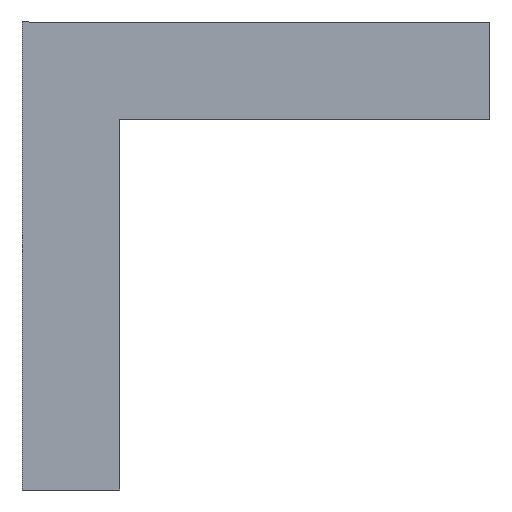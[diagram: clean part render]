
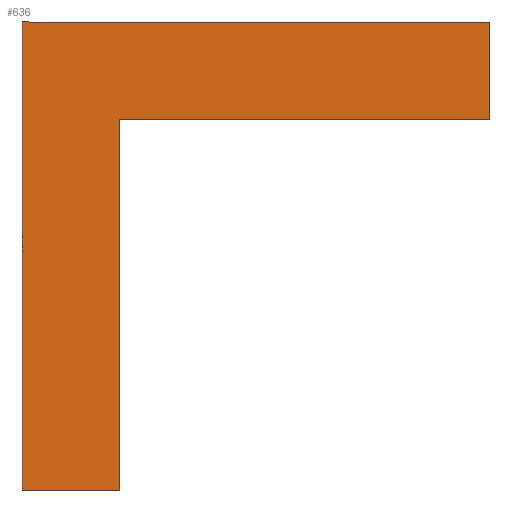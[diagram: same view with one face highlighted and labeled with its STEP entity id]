
A CAD part, front view. The second image highlights one B-rep face of the part: STEP entity #636.
In plain terms, the highlighted planar face has unit normal (0, -1, 0).
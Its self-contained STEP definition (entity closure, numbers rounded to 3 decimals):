
#4 = CARTESIAN_POINT ( 'NONE',  ( 0., 0., 0. ) ) ;
#5 = LINE ( 'NONE', #507, #1119 ) ;
#25 = VECTOR ( 'NONE', #835, 1000. ) ;
#27 = VERTEX_POINT ( 'NONE', #180 ) ;
#38 = ORIENTED_EDGE ( 'NONE', *, *, #1286, .F. ) ;
#84 = DIRECTION ( 'NONE',  ( 1., 0., 0. ) ) ;
#86 = CARTESIAN_POINT ( 'NONE',  ( 0., 0., 0. ) ) ;
#93 = CARTESIAN_POINT ( 'NONE',  ( 2.5, 0., -2.5 ) ) ;
#121 = LINE ( 'NONE', #930, #25 ) ;
#141 = VERTEX_POINT ( 'NONE', #86 ) ;
#142 = ORIENTED_EDGE ( 'NONE', *, *, #257, .T. ) ;
#143 = VERTEX_POINT ( 'NONE', #93 ) ;
#180 = CARTESIAN_POINT ( 'NONE',  ( 12., 0., -2.5 ) ) ;
#245 = LINE ( 'NONE', #449, #804 ) ;
#257 = EDGE_CURVE ( 'NONE', #344, #426, #121, .T. ) ;
#261 = VECTOR ( 'NONE', #319, 1000. ) ;
#319 = DIRECTION ( 'NONE',  ( 0., 0., -1. ) ) ;
#344 = VERTEX_POINT ( 'NONE', #534 ) ;
#361 = EDGE_CURVE ( 'NONE', #143, #426, #1056, .T. ) ;
#381 = LINE ( 'NONE', #4, #1263 ) ;
#393 = EDGE_LOOP ( 'NONE', ( #1130, #38, #1112, #560, #142, #1128 ) ) ;
#416 = DIRECTION ( 'NONE',  ( 0., 1., 0. ) ) ;
#424 = CARTESIAN_POINT ( 'NONE',  ( 12., 0., 0. ) ) ;
#426 = VERTEX_POINT ( 'NONE', #1284 ) ;
#449 = CARTESIAN_POINT ( 'NONE',  ( 0., 0., 0. ) ) ;
#507 = CARTESIAN_POINT ( 'NONE',  ( 0., 0., -2.5 ) ) ;
#520 = CARTESIAN_POINT ( 'NONE',  ( 2.5, 0., 0. ) ) ;
#534 = CARTESIAN_POINT ( 'NONE',  ( 0., 0., -12. ) ) ;
#560 = ORIENTED_EDGE ( 'NONE', *, *, #833, .T. ) ;
#636 = ADVANCED_FACE ( 'NONE', ( #1311 ), #1118, .F. ) ;
#671 = VERTEX_POINT ( 'NONE', #921 ) ;
#705 = EDGE_CURVE ( 'NONE', #143, #27, #5, .T. ) ;
#743 = DIRECTION ( 'NONE',  ( 0., 0., -1. ) ) ;
#744 = DIRECTION ( 'NONE',  ( 0., 0., -1. ) ) ;
#804 = VECTOR ( 'NONE', #743, 1000. ) ;
#833 = EDGE_CURVE ( 'NONE', #141, #344, #245, .T. ) ;
#835 = DIRECTION ( 'NONE',  ( 1., 0., 0. ) ) ;
#921 = CARTESIAN_POINT ( 'NONE',  ( 12., 0., 0. ) ) ;
#930 = CARTESIAN_POINT ( 'NONE',  ( 0., 0., -12. ) ) ;
#1011 = CARTESIAN_POINT ( 'NONE',  ( 0., 0., 0. ) ) ;
#1015 = DIRECTION ( 'NONE',  ( 0., 0., 1. ) ) ;
#1056 = LINE ( 'NONE', #520, #1196 ) ;
#1112 = ORIENTED_EDGE ( 'NONE', *, *, #1261, .F. ) ;
#1118 = PLANE ( 'NONE',  #1270 ) ;
#1119 = VECTOR ( 'NONE', #84, 1000. ) ;
#1128 = ORIENTED_EDGE ( 'NONE', *, *, #361, .F. ) ;
#1130 = ORIENTED_EDGE ( 'NONE', *, *, #705, .T. ) ;
#1146 = DIRECTION ( 'NONE',  ( 1., 0., 0. ) ) ;
#1196 = VECTOR ( 'NONE', #744, 1000. ) ;
#1197 = LINE ( 'NONE', #424, #261 ) ;
#1261 = EDGE_CURVE ( 'NONE', #141, #671, #381, .T. ) ;
#1263 = VECTOR ( 'NONE', #1146, 1000. ) ;
#1270 = AXIS2_PLACEMENT_3D ( 'NONE', #1011, #416, #1015 ) ;
#1284 = CARTESIAN_POINT ( 'NONE',  ( 2.5, 0., -12. ) ) ;
#1286 = EDGE_CURVE ( 'NONE', #671, #27, #1197, .T. ) ;
#1311 = FACE_OUTER_BOUND ( 'NONE', #393, .T. ) ;
